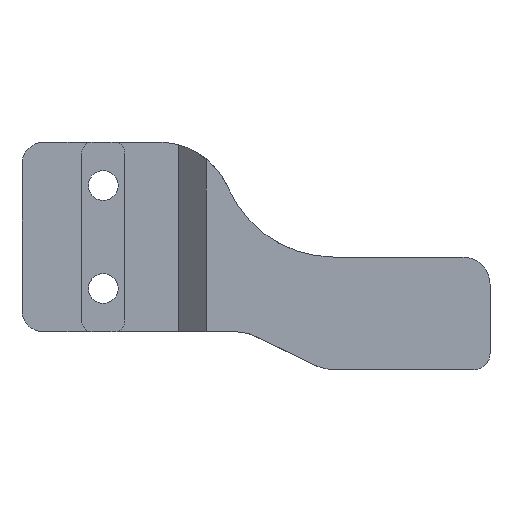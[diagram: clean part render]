
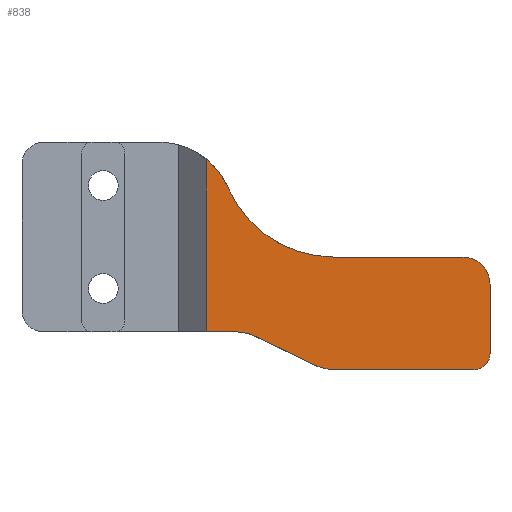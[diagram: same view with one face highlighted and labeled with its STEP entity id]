
A CAD part, top view. The second image highlights one B-rep face of the part: STEP entity #838.
In plain terms, the highlighted planar face has unit normal (0, 0, 1).
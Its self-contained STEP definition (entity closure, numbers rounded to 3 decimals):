
#58=PLANE('',#936);
#89=FACE_OUTER_BOUND('',#143,.T.);
#143=EDGE_LOOP('',(#677,#678,#679,#680,#681,#682,#683,#684,#685,#686,#687,
#688));
#171=LINE('',#1266,#236);
#178=LINE('',#1292,#243);
#181=LINE('',#1301,#246);
#205=LINE('',#1399,#270);
#208=LINE('',#1406,#273);
#215=LINE('',#1421,#280);
#236=VECTOR('',#993,10.);
#243=VECTOR('',#1018,10.);
#246=VECTOR('',#1025,10.);
#270=VECTOR('',#1125,10.);
#273=VECTOR('',#1134,10.);
#280=VECTOR('',#1147,10.);
#297=CIRCLE('',#876,3.);
#304=CIRCLE('',#886,5.);
#308=CIRCLE('',#895,14.);
#322=CIRCLE('',#929,10.);
#323=CIRCLE('',#932,21.2);
#324=CIRCLE('',#935,8.4);
#343=VERTEX_POINT('',#1253);
#344=VERTEX_POINT('',#1254);
#348=VERTEX_POINT('',#1264);
#357=VERTEX_POINT('',#1286);
#358=VERTEX_POINT('',#1290);
#359=VERTEX_POINT('',#1294);
#362=VERTEX_POINT('',#1299);
#368=VERTEX_POINT('',#1315);
#397=VERTEX_POINT('',#1396);
#398=VERTEX_POINT('',#1398);
#399=VERTEX_POINT('',#1402);
#404=VERTEX_POINT('',#1419);
#423=EDGE_CURVE('',#343,#344,#297,.T.);
#429=EDGE_CURVE('',#343,#348,#171,.T.);
#440=EDGE_CURVE('',#357,#348,#304,.T.);
#442=EDGE_CURVE('',#357,#358,#178,.T.);
#446=EDGE_CURVE('',#359,#362,#181,.T.);
#453=EDGE_CURVE('',#368,#359,#308,.T.);
#493=EDGE_CURVE('',#398,#397,#205,.T.);
#496=EDGE_CURVE('',#397,#399,#322,.T.);
#497=EDGE_CURVE('',#399,#344,#208,.T.);
#498=EDGE_CURVE('',#358,#368,#323,.T.);
#505=EDGE_CURVE('',#362,#404,#215,.T.);
#506=EDGE_CURVE('',#404,#398,#324,.T.);
#677=ORIENTED_EDGE('',*,*,#423,.F.);
#678=ORIENTED_EDGE('',*,*,#429,.T.);
#679=ORIENTED_EDGE('',*,*,#440,.F.);
#680=ORIENTED_EDGE('',*,*,#442,.T.);
#681=ORIENTED_EDGE('',*,*,#498,.T.);
#682=ORIENTED_EDGE('',*,*,#453,.T.);
#683=ORIENTED_EDGE('',*,*,#446,.T.);
#684=ORIENTED_EDGE('',*,*,#505,.T.);
#685=ORIENTED_EDGE('',*,*,#506,.T.);
#686=ORIENTED_EDGE('',*,*,#493,.T.);
#687=ORIENTED_EDGE('',*,*,#496,.T.);
#688=ORIENTED_EDGE('',*,*,#497,.T.);
#838=ADVANCED_FACE('',(#89),#58,.F.);
#876=AXIS2_PLACEMENT_3D('',#1255,#983,#984);
#886=AXIS2_PLACEMENT_3D('',#1288,#1013,#1014);
#895=AXIS2_PLACEMENT_3D('',#1316,#1039,#1040);
#929=AXIS2_PLACEMENT_3D('',#1404,#1130,#1131);
#932=AXIS2_PLACEMENT_3D('',#1408,#1137,#1138);
#935=AXIS2_PLACEMENT_3D('',#1423,#1150,#1151);
#936=AXIS2_PLACEMENT_3D('',#1424,#1152,#1153);
#983=DIRECTION('center_axis',(0.,0.,-1.));
#984=DIRECTION('ref_axis',(0.707,-0.707,0.));
#993=DIRECTION('',(0.,1.,0.));
#1013=DIRECTION('center_axis',(0.,0.,-1.));
#1014=DIRECTION('ref_axis',(0.707,0.707,0.));
#1018=DIRECTION('',(-1.,0.,0.));
#1025=DIRECTION('',(0.,-1.,0.));
#1039=DIRECTION('center_axis',(0.,0.,1.));
#1040=DIRECTION('ref_axis',(0.,1.,0.));
#1125=DIRECTION('',(0.898,-0.439,0.));
#1130=DIRECTION('center_axis',(0.,0.,1.));
#1131=DIRECTION('ref_axis',(0.,-1.,0.));
#1134=DIRECTION('',(1.,0.,0.));
#1137=DIRECTION('center_axis',(0.,0.,-1.));
#1138=DIRECTION('ref_axis',(0.,-1.,0.));
#1147=DIRECTION('',(1.,0.,0.));
#1150=DIRECTION('center_axis',(0.,0.,-1.));
#1151=DIRECTION('ref_axis',(0.,1.,0.));
#1152=DIRECTION('center_axis',(0.,0.,-1.));
#1153=DIRECTION('ref_axis',(1.,0.,0.));
#1253=CARTESIAN_POINT('',(86.383,-39.019,-2.8));
#1254=CARTESIAN_POINT('',(83.383,-42.019,-2.8));
#1255=CARTESIAN_POINT('Origin',(83.383,-39.019,-2.8));
#1264=CARTESIAN_POINT('',(86.383,-26.219,-2.8));
#1266=CARTESIAN_POINT('',(86.383,-23.619,-2.8));
#1286=CARTESIAN_POINT('',(81.383,-21.219,-2.8));
#1288=CARTESIAN_POINT('Origin',(81.383,-26.219,-2.8));
#1290=CARTESIAN_POINT('',(57.51,-21.219,-2.8));
#1292=CARTESIAN_POINT('',(51.601,-21.219,-2.8));
#1294=CARTESIAN_POINT('',(33.969,-3.095,-2.8));
#1299=CARTESIAN_POINT('',(33.969,-35.019,-2.8));
#1301=CARTESIAN_POINT('',(33.969,-19.515,-2.8));
#1315=CARTESIAN_POINT('',(38.059,-8.451,-2.8));
#1316=CARTESIAN_POINT('Origin',(25.214,-14.019,-2.8));
#1396=CARTESIAN_POINT('',(53.629,-41.003,-2.8));
#1398=CARTESIAN_POINT('',(43.136,-35.873,-2.8));
#1399=CARTESIAN_POINT('',(46.484,-37.51,-2.8));
#1402=CARTESIAN_POINT('',(58.022,-42.019,-2.8));
#1404=CARTESIAN_POINT('Origin',(58.022,-32.019,-2.8));
#1406=CARTESIAN_POINT('',(67.437,-42.019,-2.8));
#1408=CARTESIAN_POINT('Origin',(57.51,-0.019,-2.8));
#1419=CARTESIAN_POINT('',(39.447,-35.019,-2.8));
#1421=CARTESIAN_POINT('',(42.569,-35.019,-2.8));
#1423=CARTESIAN_POINT('Origin',(39.447,-43.419,-2.8));
#1424=CARTESIAN_POINT('Origin',(45.692,-21.019,-2.8));
